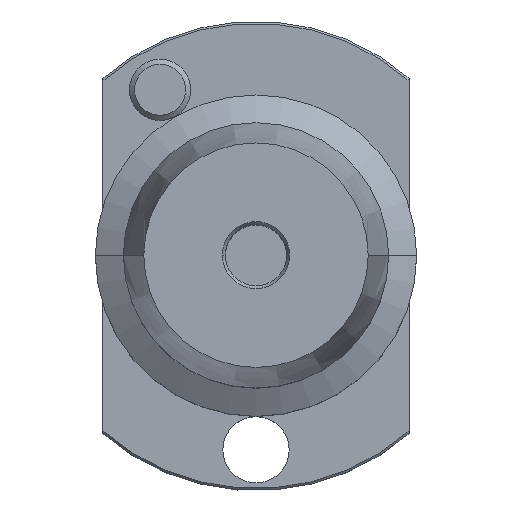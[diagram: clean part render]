
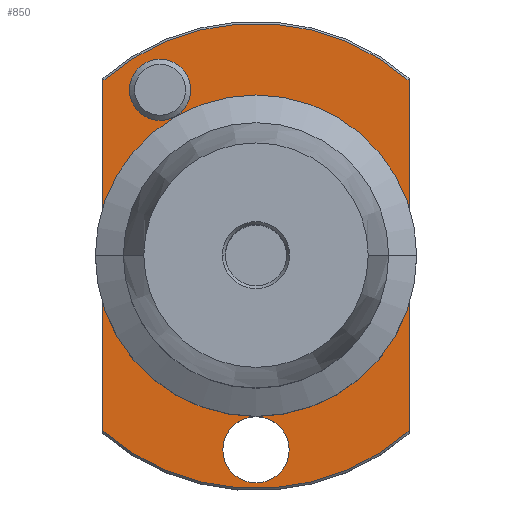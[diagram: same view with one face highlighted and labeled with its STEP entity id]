
A CAD part, top view. The second image highlights one B-rep face of the part: STEP entity #850.
In plain terms, the highlighted planar face has unit normal (0, 0, 1).
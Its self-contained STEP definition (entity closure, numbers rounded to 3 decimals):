
#736=PLANE('',#4863);
#790=FACE_BOUND('',#1407,.T.);
#791=FACE_BOUND('',#1408,.T.);
#792=FACE_BOUND('',#1409,.T.);
#793=FACE_BOUND('',#1410,.T.);
#850=ADVANCED_FACE('',(#790,#791,#792,#793),#736,.F.);
#1407=EDGE_LOOP('',(#2315,#2316,#2317,#2318));
#1408=EDGE_LOOP('',(#2319,#2320));
#1409=EDGE_LOOP('',(#2321));
#1410=EDGE_LOOP('',(#2322,#2323));
#1662=LINE('',#6840,#1902);
#1663=LINE('',#6841,#1903);
#1902=VECTOR('',#5483,1.);
#1903=VECTOR('',#5484,1.);
#2315=ORIENTED_EDGE('',*,*,#3961,.T.);
#2316=ORIENTED_EDGE('',*,*,#3910,.F.);
#2317=ORIENTED_EDGE('',*,*,#3962,.T.);
#2318=ORIENTED_EDGE('',*,*,#3905,.F.);
#2319=ORIENTED_EDGE('',*,*,#3924,.T.);
#2320=ORIENTED_EDGE('',*,*,#3963,.T.);
#2321=ORIENTED_EDGE('',*,*,#3964,.F.);
#2322=ORIENTED_EDGE('',*,*,#3965,.F.);
#2323=ORIENTED_EDGE('',*,*,#3966,.F.);
#3471=VERTEX_POINT('',#6659);
#3473=VERTEX_POINT('',#6662);
#3475=VERTEX_POINT('',#6686);
#3476=VERTEX_POINT('',#6697);
#3489=VERTEX_POINT('',#6767);
#3490=VERTEX_POINT('',#6769);
#3507=VERTEX_POINT('',#6844);
#3508=VERTEX_POINT('',#6846);
#3509=VERTEX_POINT('',#6847);
#3905=EDGE_CURVE('',#3471,#3473,#4506,.T.);
#3910=EDGE_CURVE('',#3476,#3475,#4508,.T.);
#3924=EDGE_CURVE('',#3490,#3489,#4516,.T.);
#3961=EDGE_CURVE('',#3471,#3475,#1662,.T.);
#3962=EDGE_CURVE('',#3476,#3473,#1663,.T.);
#3963=EDGE_CURVE('',#3489,#3490,#4531,.T.);
#3964=EDGE_CURVE('',#3507,#3507,#4532,.T.);
#3965=EDGE_CURVE('',#3508,#3509,#4533,.T.);
#3966=EDGE_CURVE('',#3509,#3508,#4534,.T.);
#4506=CIRCLE('',#4811,22.8);
#4508=CIRCLE('',#4814,22.8);
#4516=CIRCLE('',#4826,7.436);
#4531=CIRCLE('',#4859,7.436);
#4532=CIRCLE('',#4860,3.);
#4533=CIRCLE('',#4861,3.25);
#4534=CIRCLE('',#4862,3.25);
#4811=AXIS2_PLACEMENT_3D('',#6661,#5363,#5364);
#4814=AXIS2_PLACEMENT_3D('',#6698,#5369,#5370);
#4826=AXIS2_PLACEMENT_3D('',#6768,#5395,#5396);
#4859=AXIS2_PLACEMENT_3D('',#6842,#5485,#5486);
#4860=AXIS2_PLACEMENT_3D('',#6843,#5487,#5488);
#4861=AXIS2_PLACEMENT_3D('',#6845,#5489,#5490);
#4862=AXIS2_PLACEMENT_3D('',#6848,#5491,#5492);
#4863=AXIS2_PLACEMENT_3D('',#6849,#5493,#5494);
#5363=DIRECTION('',(0.,0.,-1.));
#5364=DIRECTION('',(-1.,0.,0.));
#5369=DIRECTION('',(0.,0.,-1.));
#5370=DIRECTION('',(-1.,0.,0.));
#5395=DIRECTION('',(0.,0.,-1.));
#5396=DIRECTION('',(-1.,0.,0.));
#5483=DIRECTION('',(0.,1.,0.));
#5484=DIRECTION('',(0.,-1.,0.));
#5485=DIRECTION('',(0.,0.,-1.));
#5486=DIRECTION('',(-1.,0.,0.));
#5487=DIRECTION('',(0.,0.,1.));
#5488=DIRECTION('',(1.,0.,0.));
#5489=DIRECTION('',(0.,0.,1.));
#5490=DIRECTION('',(1.,0.,0.));
#5491=DIRECTION('',(0.,0.,1.));
#5492=DIRECTION('',(1.,0.,0.));
#5493=DIRECTION('',(0.,0.,-1.));
#5494=DIRECTION('',(-1.,0.,0.));
#6659=CARTESIAN_POINT('',(15.,-17.171,9.));
#6661=CARTESIAN_POINT('',(0.,0.,9.));
#6662=CARTESIAN_POINT('',(-15.,-17.171,9.));
#6686=CARTESIAN_POINT('',(15.,17.171,9.));
#6697=CARTESIAN_POINT('',(-15.,17.171,9.));
#6698=CARTESIAN_POINT('',(0.,0.,9.));
#6767=CARTESIAN_POINT('',(-7.436,0.,9.));
#6768=CARTESIAN_POINT('',(0.,0.,9.));
#6769=CARTESIAN_POINT('',(7.436,0.,9.));
#6840=CARTESIAN_POINT('',(15.,0.,9.));
#6841=CARTESIAN_POINT('',(-15.,0.,9.));
#6842=CARTESIAN_POINT('',(0.,0.,9.));
#6843=CARTESIAN_POINT('',(-9.4,16.281,9.));
#6844=CARTESIAN_POINT('',(-6.4,16.281,9.));
#6845=CARTESIAN_POINT('',(0.,-19.,9.));
#6846=CARTESIAN_POINT('',(-3.25,-19.,9.));
#6847=CARTESIAN_POINT('',(3.25,-19.,9.));
#6848=CARTESIAN_POINT('',(0.,-19.,9.));
#6849=CARTESIAN_POINT('',(-15.118,0.,9.));
